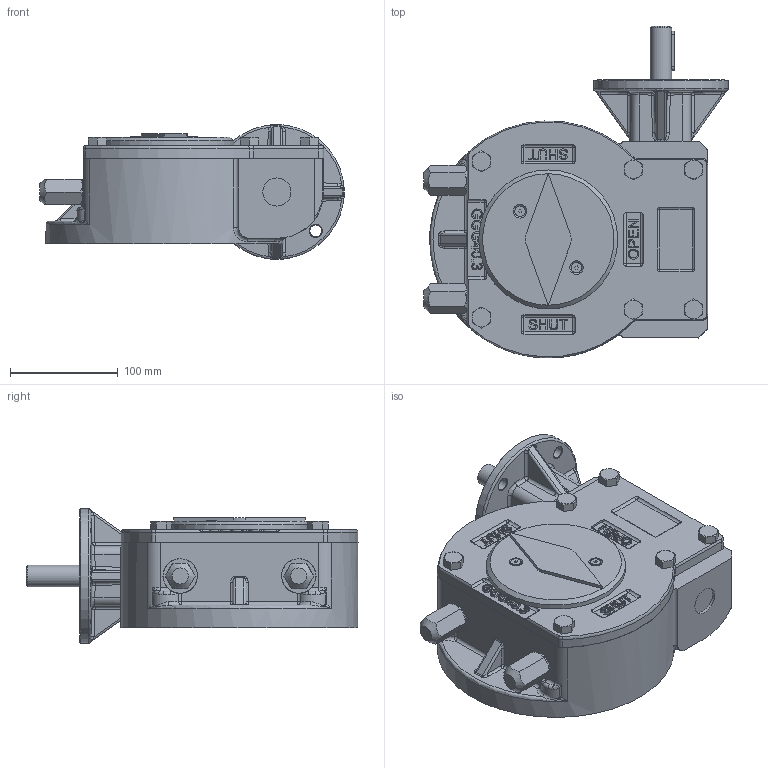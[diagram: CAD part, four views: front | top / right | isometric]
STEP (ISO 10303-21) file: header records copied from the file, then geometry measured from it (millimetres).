
FILE_DESCRIPTION(/* description */ ('Unknown'),/* implementation_level */ '2;1');
FILE_NAME(/* name */ 'AB1250MW LH',/* time_stamp */ '2016-12-09T15:12:28+00:00',/* author */ ('Unknown'),/* organization */ ('Unknown'),/* preprocessor_version */ 'ST-DEVELOPER v16',/* originating_system */ 'DEX',/* authorisation */ $);
FILE_SCHEMA (('AUTOMOTIVE_DESIGN {1 0 10303 214 3 1 1}'));
Length unit declared in the file: millimetre
Products named in the file (1): AB1250MW LH
Bounding box: 282.5 x 308.05 x 125 mm (x, y, z)
Surface area: 298400.9 mm2 (no closed solid volume)
Topology: 0 solids, 57 shells, 718 faces, 2152 edges, 1480 vertices
Faces by surface type: plane 348, cylinder 130, bspline 109, cone 77, sphere 30, torus 24
Full cylindrical faces by diameter (mm): 8 x2, 9.78 x2, 10 x4, 10.106 x4, 11 x4, 12 x4, 17.294 x4, 20 x2, 22 x2, 26 x2, 32 x2, 70 x1, 85 x1, 125 x1, 129 x1, 220 x1
Entity records: 38502 total; most frequent: CARTESIAN_POINT 19917, ORIENTED_EDGE 3413, DIRECTION 3061, EDGE_CURVE 2001, VERTEX_POINT 1451, AXIS2_PLACEMENT_3D 1168, FACE_BOUND 939, EDGE_LOOP 931
